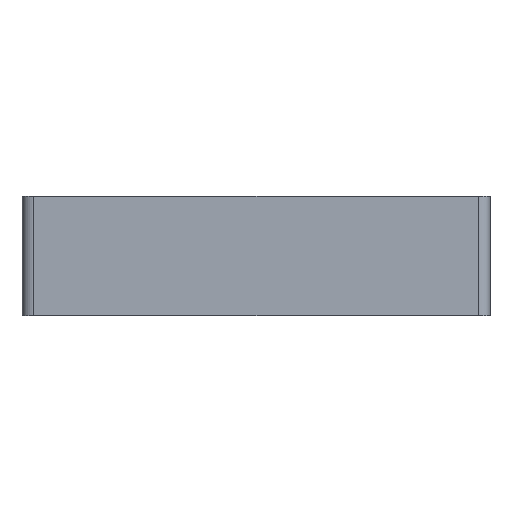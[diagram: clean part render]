
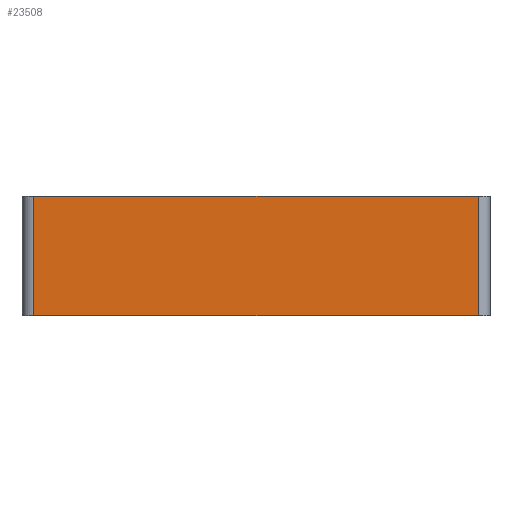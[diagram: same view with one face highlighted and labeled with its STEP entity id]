
A CAD part, left-side view. The second image highlights one B-rep face of the part: STEP entity #23508.
In plain terms, the highlighted planar face has unit normal (-1, 0, 0).
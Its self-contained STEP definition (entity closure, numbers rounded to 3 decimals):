
#18432 = PLANE('',#18433);
#18433 = AXIS2_PLACEMENT_3D('',#18434,#18435,#18436);
#18434 = CARTESIAN_POINT('',(0.,0.,-50.));
#18435 = DIRECTION('',(0.,0.,-1.));
#18436 = DIRECTION('',(-1.,0.,0.));
#18488 = PLANE('',#18489);
#18489 = AXIS2_PLACEMENT_3D('',#18490,#18491,#18492);
#18490 = CARTESIAN_POINT('',(0.,0.,0.));
#18491 = DIRECTION('',(0.,0.,1.));
#18492 = DIRECTION('',(1.,0.,0.));
#20580 = CYLINDRICAL_SURFACE('',#20581,5.);
#20581 = AXIS2_PLACEMENT_3D('',#20582,#20583,#20584);
#20582 = CARTESIAN_POINT('',(-93.,93.,-50.));
#20583 = DIRECTION('',(0.,0.,1.));
#20584 = DIRECTION('',(0.,1.,0.));
#20899 = VERTEX_POINT('',#20900);
#20900 = CARTESIAN_POINT('',(-98.,-93.,-50.));
#20915 = CYLINDRICAL_SURFACE('',#20916,5.);
#20916 = AXIS2_PLACEMENT_3D('',#20917,#20918,#20919);
#20917 = CARTESIAN_POINT('',(-93.,-93.,-50.));
#20918 = DIRECTION('',(0.,0.,1.));
#20919 = DIRECTION('',(-0.,-1.,-0.));
#20927 = EDGE_CURVE('',#20928,#20899,#20930,.T.);
#20928 = VERTEX_POINT('',#20929);
#20929 = CARTESIAN_POINT('',(-98.,93.,-50.));
#20930 = SURFACE_CURVE('',#20931,(#20935,#20942),.PCURVE_S1.);
#20931 = LINE('',#20932,#20933);
#20932 = CARTESIAN_POINT('',(-98.,-90.,-50.));
#20933 = VECTOR('',#20934,1.);
#20934 = DIRECTION('',(-0.,-1.,-0.));
#20935 = PCURVE('',#18432,#20936);
#20936 = DEFINITIONAL_REPRESENTATION('',(#20937),#20941);
#20937 = LINE('',#20938,#20939);
#20938 = CARTESIAN_POINT('',(98.,-90.));
#20939 = VECTOR('',#20940,1.);
#20940 = DIRECTION('',(0.,-1.));
#20941 = ( GEOMETRIC_REPRESENTATION_CONTEXT(2) 
PARAMETRIC_REPRESENTATION_CONTEXT() REPRESENTATION_CONTEXT('2D SPACE',''
  ) );
#20942 = PCURVE('',#20943,#20948);
#20943 = PLANE('',#20944);
#20944 = AXIS2_PLACEMENT_3D('',#20945,#20946,#20947);
#20945 = CARTESIAN_POINT('',(-98.,0.,-25.));
#20946 = DIRECTION('',(-1.,-0.,-0.));
#20947 = DIRECTION('',(0.,0.,-1.));
#20948 = DEFINITIONAL_REPRESENTATION('',(#20949),#20953);
#20949 = LINE('',#20950,#20951);
#20950 = CARTESIAN_POINT('',(25.,90.));
#20951 = VECTOR('',#20952,1.);
#20952 = DIRECTION('',(0.,1.));
#20953 = ( GEOMETRIC_REPRESENTATION_CONTEXT(2) 
PARAMETRIC_REPRESENTATION_CONTEXT() REPRESENTATION_CONTEXT('2D SPACE',''
  ) );
#21424 = VERTEX_POINT('',#21425);
#21425 = CARTESIAN_POINT('',(-98.,93.,0.));
#21447 = EDGE_CURVE('',#21448,#21424,#21450,.T.);
#21448 = VERTEX_POINT('',#21449);
#21449 = CARTESIAN_POINT('',(-98.,-93.,0.));
#21450 = SURFACE_CURVE('',#21451,(#21455,#21462),.PCURVE_S1.);
#21451 = LINE('',#21452,#21453);
#21452 = CARTESIAN_POINT('',(-98.,0.,0.));
#21453 = VECTOR('',#21454,1.);
#21454 = DIRECTION('',(0.,1.,0.));
#21455 = PCURVE('',#18488,#21456);
#21456 = DEFINITIONAL_REPRESENTATION('',(#21457),#21461);
#21457 = LINE('',#21458,#21459);
#21458 = CARTESIAN_POINT('',(-98.,0.));
#21459 = VECTOR('',#21460,1.);
#21460 = DIRECTION('',(0.,1.));
#21461 = ( GEOMETRIC_REPRESENTATION_CONTEXT(2) 
PARAMETRIC_REPRESENTATION_CONTEXT() REPRESENTATION_CONTEXT('2D SPACE',''
  ) );
#21462 = PCURVE('',#20943,#21463);
#21463 = DEFINITIONAL_REPRESENTATION('',(#21464),#21468);
#21464 = LINE('',#21465,#21466);
#21465 = CARTESIAN_POINT('',(-25.,0.));
#21466 = VECTOR('',#21467,1.);
#21467 = DIRECTION('',(0.,-1.));
#21468 = ( GEOMETRIC_REPRESENTATION_CONTEXT(2) 
PARAMETRIC_REPRESENTATION_CONTEXT() REPRESENTATION_CONTEXT('2D SPACE',''
  ) );
#23096 = EDGE_CURVE('',#20928,#21424,#23097,.T.);
#23097 = SURFACE_CURVE('',#23098,(#23102,#23109),.PCURVE_S1.);
#23098 = LINE('',#23099,#23100);
#23099 = CARTESIAN_POINT('',(-98.,93.,-50.));
#23100 = VECTOR('',#23101,1.);
#23101 = DIRECTION('',(0.,0.,1.));
#23102 = PCURVE('',#20580,#23103);
#23103 = DEFINITIONAL_REPRESENTATION('',(#23104),#23108);
#23104 = LINE('',#23105,#23106);
#23105 = CARTESIAN_POINT('',(1.571,0.));
#23106 = VECTOR('',#23107,1.);
#23107 = DIRECTION('',(0.,1.));
#23108 = ( GEOMETRIC_REPRESENTATION_CONTEXT(2) 
PARAMETRIC_REPRESENTATION_CONTEXT() REPRESENTATION_CONTEXT('2D SPACE',''
  ) );
#23109 = PCURVE('',#20943,#23110);
#23110 = DEFINITIONAL_REPRESENTATION('',(#23111),#23115);
#23111 = LINE('',#23112,#23113);
#23112 = CARTESIAN_POINT('',(25.,-93.));
#23113 = VECTOR('',#23114,1.);
#23114 = DIRECTION('',(-1.,0.));
#23115 = ( GEOMETRIC_REPRESENTATION_CONTEXT(2) 
PARAMETRIC_REPRESENTATION_CONTEXT() REPRESENTATION_CONTEXT('2D SPACE',''
  ) );
#23486 = EDGE_CURVE('',#20899,#21448,#23487,.T.);
#23487 = SURFACE_CURVE('',#23488,(#23492,#23499),.PCURVE_S1.);
#23488 = LINE('',#23489,#23490);
#23489 = CARTESIAN_POINT('',(-98.,-93.,-50.));
#23490 = VECTOR('',#23491,1.);
#23491 = DIRECTION('',(0.,0.,1.));
#23492 = PCURVE('',#20915,#23493);
#23493 = DEFINITIONAL_REPRESENTATION('',(#23494),#23498);
#23494 = LINE('',#23495,#23496);
#23495 = CARTESIAN_POINT('',(-1.571,0.));
#23496 = VECTOR('',#23497,1.);
#23497 = DIRECTION('',(-0.,1.));
#23498 = ( GEOMETRIC_REPRESENTATION_CONTEXT(2) 
PARAMETRIC_REPRESENTATION_CONTEXT() REPRESENTATION_CONTEXT('2D SPACE',''
  ) );
#23499 = PCURVE('',#20943,#23500);
#23500 = DEFINITIONAL_REPRESENTATION('',(#23501),#23505);
#23501 = LINE('',#23502,#23503);
#23502 = CARTESIAN_POINT('',(25.,93.));
#23503 = VECTOR('',#23504,1.);
#23504 = DIRECTION('',(-1.,0.));
#23505 = ( GEOMETRIC_REPRESENTATION_CONTEXT(2) 
PARAMETRIC_REPRESENTATION_CONTEXT() REPRESENTATION_CONTEXT('2D SPACE',''
  ) );
#23508 = ADVANCED_FACE('',(#23509),#20943,.T.);
#23509 = FACE_BOUND('',#23510,.T.);
#23510 = EDGE_LOOP('',(#23511,#23512,#23513,#23514));
#23511 = ORIENTED_EDGE('',*,*,#21447,.T.);
#23512 = ORIENTED_EDGE('',*,*,#23096,.F.);
#23513 = ORIENTED_EDGE('',*,*,#20927,.T.);
#23514 = ORIENTED_EDGE('',*,*,#23486,.T.);
